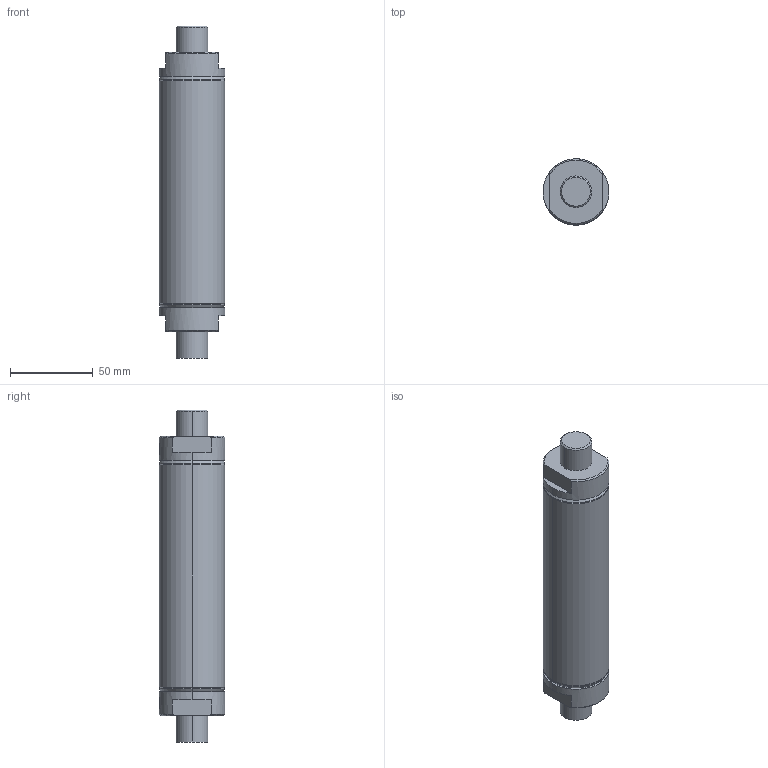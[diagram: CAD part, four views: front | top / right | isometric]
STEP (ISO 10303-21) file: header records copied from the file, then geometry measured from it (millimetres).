
FILE_DESCRIPTION (( 'STEP AP203' ), '1' );
FILE_NAME ('US14227-S0400.STEP', '2011-02-18T20:16:27', ( '' ), ( '' ), 'SwSTEP 2.0', 'SolidWorks 2010', '' );
FILE_SCHEMA (( 'CONFIG_CONTROL_DESIGN' ));
Length unit declared in the file: inch
Products named in the file (1): US14227-S0400
Bounding box: 39.75 x 39.75 x 200.03 mm (x, y, z)
Volume: 212212.3 mm3; surface area: 26970.4 mm2
Topology: 1 solids, 1 shells, 50 faces, 110 edges, 70 vertices
Faces by surface type: cylinder 18, plane 18, cone 10, torus 4
Entity records: 1603 total; most frequent: CARTESIAN_POINT 387, DIRECTION 258, ORIENTED_EDGE 220, EDGE_CURVE 110, AXIS2_PLACEMENT_3D 109, VERTEX_POINT 70, EDGE_LOOP 58, CIRCLE 58
